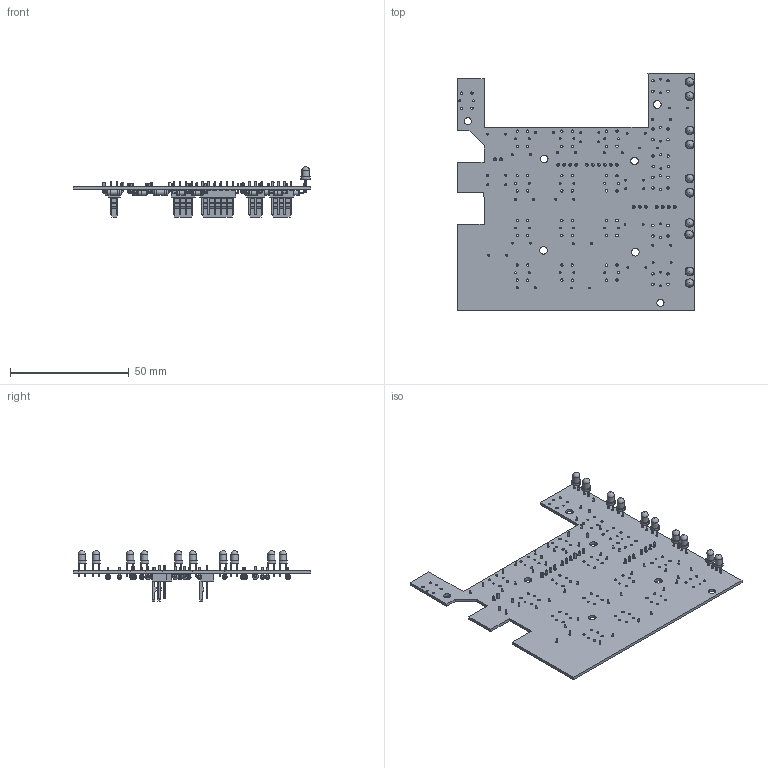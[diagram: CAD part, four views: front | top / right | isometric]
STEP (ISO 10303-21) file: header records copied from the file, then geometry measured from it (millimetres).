
FILE_DESCRIPTION(('KiCad electronic assembly'),'2;1');
FILE_NAME('UFC.step','2020-06-19T13:58:55',('An Author'),('A Company'), 'Open CASCADE STEP processor 6.9','KiCad to STEP converter','Unknown' );
FILE_SCHEMA(('AUTOMOTIVE_DESIGN { 1 0 10303 214 1 1 1 1 }'));
Length unit declared in the file: millimetre
Products named in the file (16): Open CASCADE STEP translator 6.9 1; Molex_KK-254_AE-6410-04A_1x04_P2.54mm_Vertical; SOLID; Molex_KK-254_AE-6410-06A_1x06_P2.54mm_Vertical; Molex_KK-254_AE-6410-02A_1x02_P2.54mm_Vertical; Molex_KK-254_AE-6410-03A_1x03_P2.54mm_Vertical; R_Axial_DIN0207_L6.3mm_D2.5mm_P7.62mm_Horizontal; D_DO-35_SOD27_P7.62mm_Horizontal; COMPOUND; LED_D3.0mm
Assembly tree (49 placements, depth 3):
  Open CASCADE STEP translator 6.9 1
    Molex_KK-254_AE-6410-04A_1x04_P2.54mm_Vertical  x2
      SOLID
    Molex_KK-254_AE-6410-06A_1x06_P2.54mm_Vertical
      SOLID
    Molex_KK-254_AE-6410-02A_1x02_P2.54mm_Vertical
      SOLID
    Molex_KK-254_AE-6410-03A_1x03_P2.54mm_Vertical
      SOLID
    R_Axial_DIN0207_L6.3mm_D2.5mm_P7.62mm_Horizontal  x7
      SOLID
    D_DO-35_SOD27_P7.62mm_Horizontal  x19
      COMPOUND
    LED_D3.0mm  x10
      SOLID
    COMPOUND
Bounding box: 100.1 x 100.14 x 21.3 mm (x, y, z)
Volume: 11603.5 mm3; surface area: 22153.9 mm2
Topology: 61 solids, 61 shells, 1359 faces, 3055 edges, 1932 vertices
Faces by surface type: plane 859, cylinder 386, torus 104, sphere 10
Full cylindrical faces by diameter (mm): 0.5 x57, 0.6 x14, 0.762 x38, 0.8 x52, 0.9 x20, 1 x76, 1.2 x19, 2 x38, 2.02 x19, 2.25 x7, 2.5 x14, 3 x12, 3.2 x5
Entity records: 52314 total; most frequent: CARTESIAN_POINT 9037, DIRECTION 7575, LINE 4650, VECTOR 4650, ORIENTED_EDGE 3728, PCURVE 3728, DEFINITIONAL_REPRESENTATION 3728, EDGE_CURVE 1864
